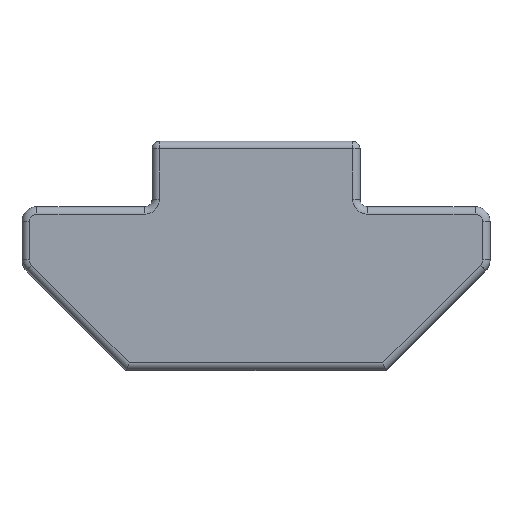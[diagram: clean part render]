
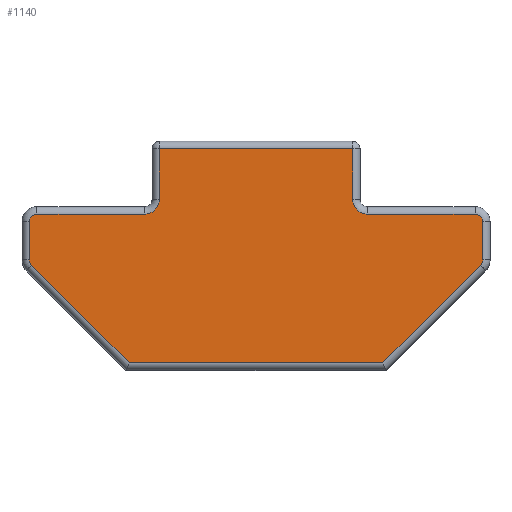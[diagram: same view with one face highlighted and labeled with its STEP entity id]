
A CAD part, top view. The second image highlights one B-rep face of the part: STEP entity #1140.
In plain terms, the highlighted planar face has unit normal (0, 0, 1).
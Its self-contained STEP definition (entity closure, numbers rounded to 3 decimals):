
#6 = EDGE_CURVE ( 'NONE', #1117, #1259, #123, .T. ) ;
#9 = DIRECTION ( 'NONE',  ( 0.707, -0.707, 0. ) ) ;
#12 = DIRECTION ( 'NONE',  ( 1., 0., 0. ) ) ;
#19 = ORIENTED_EDGE ( 'NONE', *, *, #959, .T. ) ;
#24 = CARTESIAN_POINT ( 'NONE',  ( 3.25, 7.45, 5. ) ) ;
#31 = LINE ( 'NONE', #450, #419 ) ;
#33 = LINE ( 'NONE', #1064, #1412 ) ;
#38 = VERTEX_POINT ( 'NONE', #615 ) ;
#41 = CARTESIAN_POINT ( 'NONE',  ( -7.625, 3.707, 5. ) ) ;
#42 = VERTEX_POINT ( 'NONE', #482 ) ;
#64 = ORIENTED_EDGE ( 'NONE', *, *, #729, .T. ) ;
#75 = AXIS2_PLACEMENT_3D ( 'NONE', #334, #731, #998 ) ;
#96 = ORIENTED_EDGE ( 'NONE', *, *, #560, .T. ) ;
#98 = FACE_OUTER_BOUND ( 'NONE', #104, .T. ) ;
#104 = EDGE_LOOP ( 'NONE', ( #64, #1415, #1427, #864, #665, #960, #1111, #113, #19, #1506, #184, #1626, #900, #923, #225, #96 ) ) ;
#113 = ORIENTED_EDGE ( 'NONE', *, *, #472, .T. ) ;
#120 = EDGE_CURVE ( 'NONE', #537, #1000, #722, .T. ) ;
#123 = LINE ( 'NONE', #744, #676 ) ;
#137 = LINE ( 'NONE', #41, #697 ) ;
#151 = DIRECTION ( 'NONE',  ( 1., 0., 0. ) ) ;
#160 = VECTOR ( 'NONE', #584, 1000. ) ;
#162 = CARTESIAN_POINT ( 'NONE',  ( 4.271, 0.25, 5. ) ) ;
#172 = DIRECTION ( 'NONE',  ( 0., 0., 1. ) ) ;
#175 = EDGE_CURVE ( 'NONE', #903, #38, #1658, .T. ) ;
#184 = ORIENTED_EDGE ( 'NONE', *, *, #748, .T. ) ;
#225 = ORIENTED_EDGE ( 'NONE', *, *, #1134, .T. ) ;
#241 = AXIS2_PLACEMENT_3D ( 'NONE', #1050, #1330, #12 ) ;
#260 = CARTESIAN_POINT ( 'NONE',  ( 7.375, 5.25, 5. ) ) ;
#278 = DIRECTION ( 'NONE',  ( 0., 0., 1. ) ) ;
#292 = CARTESIAN_POINT ( 'NONE',  ( -7.625, 3.707, 5. ) ) ;
#298 = DIRECTION ( 'NONE',  ( 1., 0., 0. ) ) ;
#334 = CARTESIAN_POINT ( 'NONE',  ( 3.75, 5.75, 5. ) ) ;
#335 = LINE ( 'NONE', #465, #1023 ) ;
#368 = DIRECTION ( 'NONE',  ( 0., 0., 1. ) ) ;
#380 = CARTESIAN_POINT ( 'NONE',  ( 7.375, 5., 5. ) ) ;
#386 = CARTESIAN_POINT ( 'NONE',  ( 3.25, 5.75, 5. ) ) ;
#419 = VECTOR ( 'NONE', #726, 1000. ) ;
#446 = CARTESIAN_POINT ( 'NONE',  ( -7.625, 5., 5. ) ) ;
#450 = CARTESIAN_POINT ( 'NONE',  ( -7.375, 5.25, 5. ) ) ;
#456 = VERTEX_POINT ( 'NONE', #1157 ) ;
#465 = CARTESIAN_POINT ( 'NONE',  ( 4.375, 0.25, 5. ) ) ;
#472 = EDGE_CURVE ( 'NONE', #1000, #1461, #1066, .T. ) ;
#482 = CARTESIAN_POINT ( 'NONE',  ( 7.552, 3.53, 5. ) ) ;
#490 = AXIS2_PLACEMENT_3D ( 'NONE', #710, #1085, #1222 ) ;
#491 = DIRECTION ( 'NONE',  ( 1., 0., 0. ) ) ;
#498 = EDGE_CURVE ( 'NONE', #701, #42, #699, .T. ) ;
#537 = VERTEX_POINT ( 'NONE', #1013 ) ;
#560 = EDGE_CURVE ( 'NONE', #878, #1109, #578, .T. ) ;
#566 = DIRECTION ( 'NONE',  ( 0., -1., 0. ) ) ;
#567 = CARTESIAN_POINT ( 'NONE',  ( -7.375, 5.25, 5. ) ) ;
#572 = CARTESIAN_POINT ( 'NONE',  ( -4.271, 0.25, 5. ) ) ;
#576 = AXIS2_PLACEMENT_3D ( 'NONE', #954, #172, #298 ) ;
#578 = CIRCLE ( 'NONE', #819, 0.25 ) ;
#584 = DIRECTION ( 'NONE',  ( 0., 1., 0. ) ) ;
#589 = EDGE_CURVE ( 'NONE', #38, #680, #874, .T. ) ;
#599 = VERTEX_POINT ( 'NONE', #386 ) ;
#601 = DIRECTION ( 'NONE',  ( 0., -1., 0. ) ) ;
#615 = CARTESIAN_POINT ( 'NONE',  ( -7.552, 3.53, 5. ) ) ;
#631 = CIRCLE ( 'NONE', #241, 0.25 ) ;
#664 = DIRECTION ( 'NONE',  ( 0., 0., 1. ) ) ;
#665 = ORIENTED_EDGE ( 'NONE', *, *, #498, .T. ) ;
#672 = DIRECTION ( 'NONE',  ( -1., 0., 0. ) ) ;
#676 = VECTOR ( 'NONE', #601, 1000. ) ;
#680 = VERTEX_POINT ( 'NONE', #572 ) ;
#695 = CARTESIAN_POINT ( 'NONE',  ( 7.625, 5., 5. ) ) ;
#697 = VECTOR ( 'NONE', #566, 1000. ) ;
#699 = LINE ( 'NONE', #1661, #1457 ) ;
#701 = VERTEX_POINT ( 'NONE', #162 ) ;
#710 = CARTESIAN_POINT ( 'NONE',  ( 0., 0., 5. ) ) ;
#722 = LINE ( 'NONE', #695, #1433 ) ;
#726 = DIRECTION ( 'NONE',  ( -1., 0., 0. ) ) ;
#729 = EDGE_CURVE ( 'NONE', #1109, #903, #137, .T. ) ;
#731 = DIRECTION ( 'NONE',  ( 0., 0., 1. ) ) ;
#744 = CARTESIAN_POINT ( 'NONE',  ( -3.25, 5.5, 5. ) ) ;
#748 = EDGE_CURVE ( 'NONE', #599, #1575, #1577, .T. ) ;
#809 = LINE ( 'NONE', #1122, #1148 ) ;
#819 = AXIS2_PLACEMENT_3D ( 'NONE', #1420, #664, #1163 ) ;
#864 = ORIENTED_EDGE ( 'NONE', *, *, #1301, .T. ) ;
#874 = LINE ( 'NONE', #1180, #1640 ) ;
#878 = VERTEX_POINT ( 'NONE', #567 ) ;
#893 = EDGE_CURVE ( 'NONE', #934, #1259, #991, .T. ) ;
#900 = ORIENTED_EDGE ( 'NONE', *, *, #6, .T. ) ;
#903 = VERTEX_POINT ( 'NONE', #292 ) ;
#907 = EDGE_CURVE ( 'NONE', #1575, #1117, #809, .T. ) ;
#923 = ORIENTED_EDGE ( 'NONE', *, *, #893, .F. ) ;
#934 = VERTEX_POINT ( 'NONE', #1580 ) ;
#954 = CARTESIAN_POINT ( 'NONE',  ( -7.375, 3.707, 5. ) ) ;
#959 = EDGE_CURVE ( 'NONE', #1461, #456, #33, .T. ) ;
#960 = ORIENTED_EDGE ( 'NONE', *, *, #1006, .T. ) ;
#991 = CIRCLE ( 'NONE', #1542, 0.5 ) ;
#998 = DIRECTION ( 'NONE',  ( 1., 0., 0. ) ) ;
#1000 = VERTEX_POINT ( 'NONE', #1434 ) ;
#1006 = EDGE_CURVE ( 'NONE', #42, #537, #631, .T. ) ;
#1013 = CARTESIAN_POINT ( 'NONE',  ( 7.625, 3.707, 5. ) ) ;
#1023 = VECTOR ( 'NONE', #1373, 1000. ) ;
#1050 = CARTESIAN_POINT ( 'NONE',  ( 7.375, 3.707, 5. ) ) ;
#1062 = CARTESIAN_POINT ( 'NONE',  ( -3.75, 5.75, 5. ) ) ;
#1064 = CARTESIAN_POINT ( 'NONE',  ( 3.5, 5.25, 5. ) ) ;
#1066 = CIRCLE ( 'NONE', #1680, 0.25 ) ;
#1085 = DIRECTION ( 'NONE',  ( 0., 0., 1. ) ) ;
#1109 = VERTEX_POINT ( 'NONE', #446 ) ;
#1111 = ORIENTED_EDGE ( 'NONE', *, *, #120, .T. ) ;
#1117 = VERTEX_POINT ( 'NONE', #1604 ) ;
#1122 = CARTESIAN_POINT ( 'NONE',  ( -3.5, 7.45, 5. ) ) ;
#1134 = EDGE_CURVE ( 'NONE', #934, #878, #31, .T. ) ;
#1140 = ADVANCED_FACE ( 'NONE', ( #98 ), #1482, .T. ) ;
#1148 = VECTOR ( 'NONE', #1187, 1000. ) ;
#1157 = CARTESIAN_POINT ( 'NONE',  ( 3.75, 5.25, 5. ) ) ;
#1163 = DIRECTION ( 'NONE',  ( 1., 0., 0. ) ) ;
#1180 = CARTESIAN_POINT ( 'NONE',  ( -4.198, 0.177, 5. ) ) ;
#1183 = EDGE_CURVE ( 'NONE', #599, #456, #1497, .T. ) ;
#1187 = DIRECTION ( 'NONE',  ( -1., 0., 0. ) ) ;
#1222 = DIRECTION ( 'NONE',  ( 1., 0., 0. ) ) ;
#1259 = VERTEX_POINT ( 'NONE', #1646 ) ;
#1301 = EDGE_CURVE ( 'NONE', #680, #701, #335, .T. ) ;
#1330 = DIRECTION ( 'NONE',  ( 0., 0., 1. ) ) ;
#1346 = CARTESIAN_POINT ( 'NONE',  ( 3.25, 7.7, 5. ) ) ;
#1373 = DIRECTION ( 'NONE',  ( 1., 0., 0. ) ) ;
#1412 = VECTOR ( 'NONE', #672, 1000. ) ;
#1415 = ORIENTED_EDGE ( 'NONE', *, *, #175, .T. ) ;
#1420 = CARTESIAN_POINT ( 'NONE',  ( -7.375, 5., 5. ) ) ;
#1427 = ORIENTED_EDGE ( 'NONE', *, *, #589, .T. ) ;
#1433 = VECTOR ( 'NONE', #1440, 1000. ) ;
#1434 = CARTESIAN_POINT ( 'NONE',  ( 7.625, 5., 5. ) ) ;
#1440 = DIRECTION ( 'NONE',  ( 0., 1., 0. ) ) ;
#1457 = VECTOR ( 'NONE', #1655, 1000. ) ;
#1461 = VERTEX_POINT ( 'NONE', #260 ) ;
#1482 = PLANE ( 'NONE',  #490 ) ;
#1497 = CIRCLE ( 'NONE', #75, 0.5 ) ;
#1506 = ORIENTED_EDGE ( 'NONE', *, *, #1183, .F. ) ;
#1542 = AXIS2_PLACEMENT_3D ( 'NONE', #1062, #278, #151 ) ;
#1575 = VERTEX_POINT ( 'NONE', #24 ) ;
#1577 = LINE ( 'NONE', #1346, #160 ) ;
#1580 = CARTESIAN_POINT ( 'NONE',  ( -3.75, 5.25, 5. ) ) ;
#1604 = CARTESIAN_POINT ( 'NONE',  ( -3.25, 7.45, 5. ) ) ;
#1626 = ORIENTED_EDGE ( 'NONE', *, *, #907, .T. ) ;
#1640 = VECTOR ( 'NONE', #9, 1000. ) ;
#1646 = CARTESIAN_POINT ( 'NONE',  ( -3.25, 5.75, 5. ) ) ;
#1655 = DIRECTION ( 'NONE',  ( 0.707, 0.707, 0. ) ) ;
#1658 = CIRCLE ( 'NONE', #576, 0.25 ) ;
#1661 = CARTESIAN_POINT ( 'NONE',  ( 7.552, 3.53, 5. ) ) ;
#1680 = AXIS2_PLACEMENT_3D ( 'NONE', #380, #368, #491 ) ;
